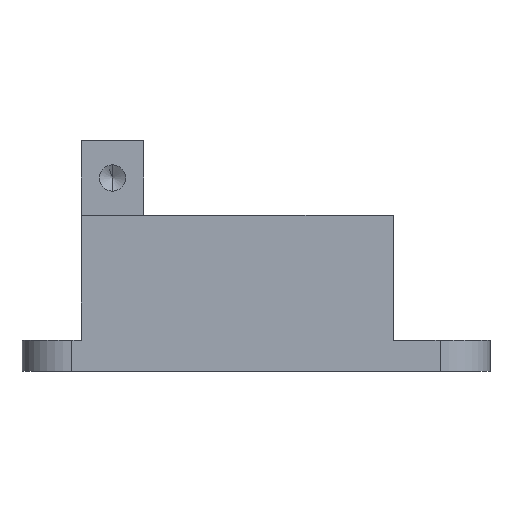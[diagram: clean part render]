
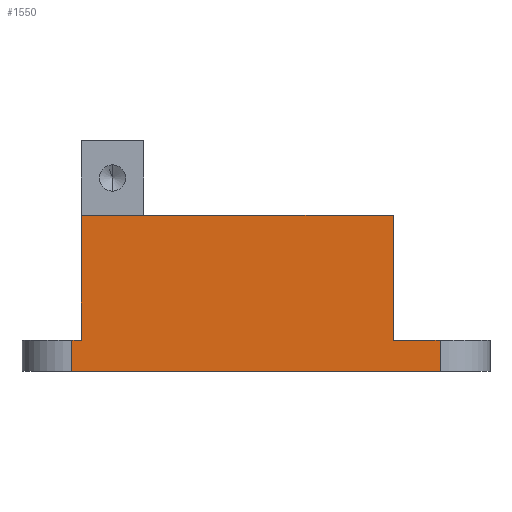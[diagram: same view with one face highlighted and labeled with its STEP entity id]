
A CAD part, front view. The second image highlights one B-rep face of the part: STEP entity #1550.
In plain terms, the highlighted planar face has unit normal (0, -1, 0).
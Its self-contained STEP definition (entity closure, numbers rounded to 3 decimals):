
#7 = CARTESIAN_POINT ( 'NONE',  ( 25., -52.5, 0. ) ) ;
#127 = CARTESIAN_POINT ( 'NONE',  ( 32.5, -52.5, -5. ) ) ;
#172 = DIRECTION ( 'NONE',  ( 0., 0., -1. ) ) ;
#174 = CARTESIAN_POINT ( 'NONE',  ( 0., -52.5, -5. ) ) ;
#211 = CARTESIAN_POINT ( 'NONE',  ( -26.5, -52.5, -5. ) ) ;
#218 = LINE ( 'NONE', #174, #2763 ) ;
#262 = EDGE_CURVE ( 'NONE', #2089, #1632, #339, .T. ) ;
#309 = VECTOR ( 'NONE', #172, 1000. ) ;
#318 = AXIS2_PLACEMENT_3D ( 'NONE', #2313, #634, #391 ) ;
#320 = VERTEX_POINT ( 'NONE', #7 ) ;
#333 = LINE ( 'NONE', #962, #1639 ) ;
#337 = VERTEX_POINT ( 'NONE', #636 ) ;
#339 = LINE ( 'NONE', #127, #2307 ) ;
#347 = LINE ( 'NONE', #770, #968 ) ;
#391 = DIRECTION ( 'NONE',  ( 0., 0., 1. ) ) ;
#433 = CARTESIAN_POINT ( 'NONE',  ( 32.5, -52.5, -5. ) ) ;
#575 = DIRECTION ( 'NONE',  ( 0., 0., -1. ) ) ;
#601 = LINE ( 'NONE', #1237, #309 ) ;
#634 = DIRECTION ( 'NONE',  ( 0., 1., 0. ) ) ;
#636 = CARTESIAN_POINT ( 'NONE',  ( -25., -52.5, 0. ) ) ;
#670 = EDGE_CURVE ( 'NONE', #1606, #1390, #347, .T. ) ;
#698 = CARTESIAN_POINT ( 'NONE',  ( 25., -52.5, 20. ) ) ;
#731 = EDGE_CURVE ( 'NONE', #2089, #1212, #218, .T. ) ;
#770 = CARTESIAN_POINT ( 'NONE',  ( 0., -52.5, 20. ) ) ;
#781 = LINE ( 'NONE', #1872, #1733 ) ;
#956 = ORIENTED_EDGE ( 'NONE', *, *, #262, .T. ) ;
#962 = CARTESIAN_POINT ( 'NONE',  ( 0., -52.5, 0. ) ) ;
#968 = VECTOR ( 'NONE', #1195, 1000. ) ;
#969 = DIRECTION ( 'NONE',  ( 0., 0., 1. ) ) ;
#970 = EDGE_CURVE ( 'NONE', #337, #1752, #2320, .T. ) ;
#1017 = DIRECTION ( 'NONE',  ( -1., 0., 0. ) ) ;
#1138 = ORIENTED_EDGE ( 'NONE', *, *, #731, .F. ) ;
#1192 = DIRECTION ( 'NONE',  ( -1., 0., 0. ) ) ;
#1195 = DIRECTION ( 'NONE',  ( 1., 0., 0. ) ) ;
#1212 = VERTEX_POINT ( 'NONE', #211 ) ;
#1237 = CARTESIAN_POINT ( 'NONE',  ( 25., -52.5, 20. ) ) ;
#1368 = DIRECTION ( 'NONE',  ( -1., 0., 0. ) ) ;
#1381 = CARTESIAN_POINT ( 'NONE',  ( -26.5, -52.5, 0. ) ) ;
#1388 = VECTOR ( 'NONE', #1765, 1000. ) ;
#1390 = VERTEX_POINT ( 'NONE', #698 ) ;
#1530 = CARTESIAN_POINT ( 'NONE',  ( -26.5, -52.5, -5. ) ) ;
#1550 = ADVANCED_FACE ( 'NONE', ( #1876 ), #2752, .F. ) ;
#1556 = CARTESIAN_POINT ( 'NONE',  ( -25., -52.5, 20. ) ) ;
#1606 = VERTEX_POINT ( 'NONE', #1556 ) ;
#1621 = CARTESIAN_POINT ( 'NONE',  ( 0., -52.5, 0. ) ) ;
#1632 = VERTEX_POINT ( 'NONE', #2624 ) ;
#1639 = VECTOR ( 'NONE', #1368, 1000. ) ;
#1661 = EDGE_CURVE ( 'NONE', #1212, #1752, #2638, .T. ) ;
#1686 = VECTOR ( 'NONE', #1192, 1000. ) ;
#1733 = VECTOR ( 'NONE', #575, 1000. ) ;
#1752 = VERTEX_POINT ( 'NONE', #1381 ) ;
#1765 = DIRECTION ( 'NONE',  ( 0., 0., 1. ) ) ;
#1773 = EDGE_CURVE ( 'NONE', #1632, #320, #333, .T. ) ;
#1817 = ORIENTED_EDGE ( 'NONE', *, *, #1827, .T. ) ;
#1827 = EDGE_CURVE ( 'NONE', #1606, #337, #781, .T. ) ;
#1832 = ORIENTED_EDGE ( 'NONE', *, *, #2774, .F. ) ;
#1872 = CARTESIAN_POINT ( 'NONE',  ( -25., -52.5, 20. ) ) ;
#1876 = FACE_OUTER_BOUND ( 'NONE', #1986, .T. ) ;
#1986 = EDGE_LOOP ( 'NONE', ( #1817, #2061, #2565, #1138, #956, #2290, #1832, #2265 ) ) ;
#2061 = ORIENTED_EDGE ( 'NONE', *, *, #970, .T. ) ;
#2089 = VERTEX_POINT ( 'NONE', #433 ) ;
#2265 = ORIENTED_EDGE ( 'NONE', *, *, #670, .F. ) ;
#2290 = ORIENTED_EDGE ( 'NONE', *, *, #1773, .T. ) ;
#2307 = VECTOR ( 'NONE', #969, 1000. ) ;
#2313 = CARTESIAN_POINT ( 'NONE',  ( 0., -52.5, 20. ) ) ;
#2320 = LINE ( 'NONE', #1621, #1686 ) ;
#2565 = ORIENTED_EDGE ( 'NONE', *, *, #1661, .F. ) ;
#2624 = CARTESIAN_POINT ( 'NONE',  ( 32.5, -52.5, 0. ) ) ;
#2638 = LINE ( 'NONE', #1530, #1388 ) ;
#2752 = PLANE ( 'NONE',  #318 ) ;
#2763 = VECTOR ( 'NONE', #1017, 1000. ) ;
#2774 = EDGE_CURVE ( 'NONE', #1390, #320, #601, .T. ) ;
